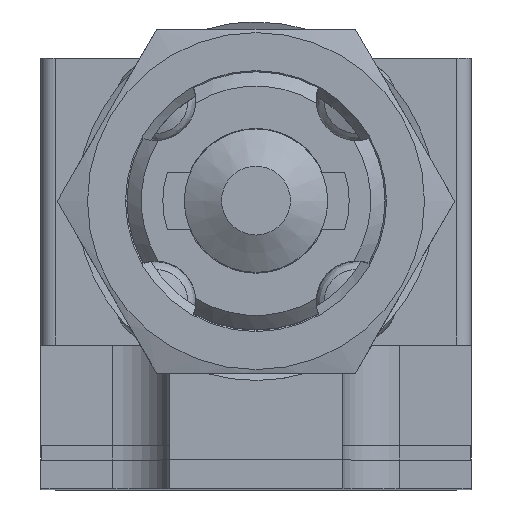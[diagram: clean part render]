
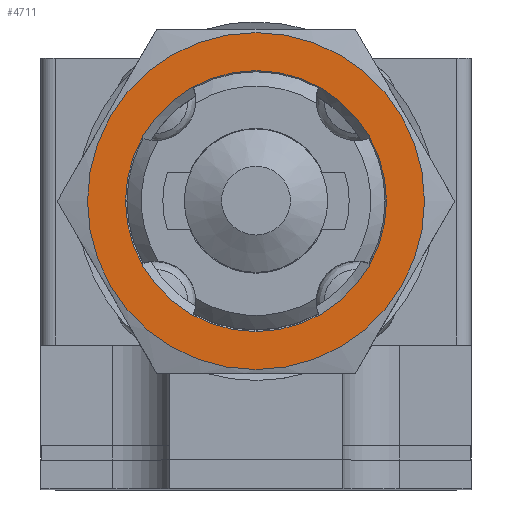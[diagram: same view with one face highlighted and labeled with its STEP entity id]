
A CAD part, top view. The second image highlights one B-rep face of the part: STEP entity #4711.
In plain terms, the highlighted planar face has unit normal (0, 0, 1).
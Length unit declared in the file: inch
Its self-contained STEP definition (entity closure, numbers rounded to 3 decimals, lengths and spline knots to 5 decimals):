
#450 = ORIENTED_EDGE ( 'NONE', *, *, #3092, .T. ) ;
#1166 = FACE_OUTER_BOUND ( 'NONE', #13719, .T. ) ;
#1248 = CARTESIAN_POINT ( 'NONE',  ( 0., 0.1378, 3.4126 ) ) ;
#2395 = FACE_BOUND ( 'NONE', #5995, .T. ) ;
#2531 = CARTESIAN_POINT ( 'NONE',  ( 0., 0.1378, 3.4126 ) ) ;
#2767 = CARTESIAN_POINT ( 'NONE',  ( 0.35827, 0.1378, 3.4126 ) ) ;
#2855 = CIRCLE ( 'NONE', #5286, 0.35827 ) ;
#3092 = EDGE_CURVE ( 'NONE', #15628, #15628, #2855, .T. ) ;
#3474 = CIRCLE ( 'NONE', #5885, 0.4626 ) ;
#3702 = ORIENTED_EDGE ( 'NONE', *, *, #7844, .T. ) ;
#4711 = ADVANCED_FACE ( 'NONE', ( #2395, #1166 ), #10951, .T. ) ;
#5286 = AXIS2_PLACEMENT_3D ( 'NONE', #2531, #12952, #15487 ) ;
#5588 = CARTESIAN_POINT ( 'NONE',  ( -0.4626, 0.1378, 3.4126 ) ) ;
#5885 = AXIS2_PLACEMENT_3D ( 'NONE', #1248, #16841, #12704 ) ;
#5995 = EDGE_LOOP ( 'NONE', ( #450 ) ) ;
#7844 = EDGE_CURVE ( 'NONE', #12723, #12723, #3474, .T. ) ;
#10185 = DIRECTION ( 'NONE',  ( 0., 0., 1. ) ) ;
#10355 = DIRECTION ( 'NONE',  ( 1., 0., 0. ) ) ;
#10951 = PLANE ( 'NONE',  #12500 ) ;
#11424 = CARTESIAN_POINT ( 'NONE',  ( 0.41043, 0.1378, 3.4126 ) ) ;
#12500 = AXIS2_PLACEMENT_3D ( 'NONE', #11424, #10185, #10355 ) ;
#12704 = DIRECTION ( 'NONE',  ( -1., 0., 0. ) ) ;
#12723 = VERTEX_POINT ( 'NONE', #5588 ) ;
#12952 = DIRECTION ( 'NONE',  ( 0., 0., -1. ) ) ;
#13719 = EDGE_LOOP ( 'NONE', ( #3702 ) ) ;
#15487 = DIRECTION ( 'NONE',  ( 1., 0., 0. ) ) ;
#15628 = VERTEX_POINT ( 'NONE', #2767 ) ;
#16841 = DIRECTION ( 'NONE',  ( 0., 0., 1. ) ) ;
